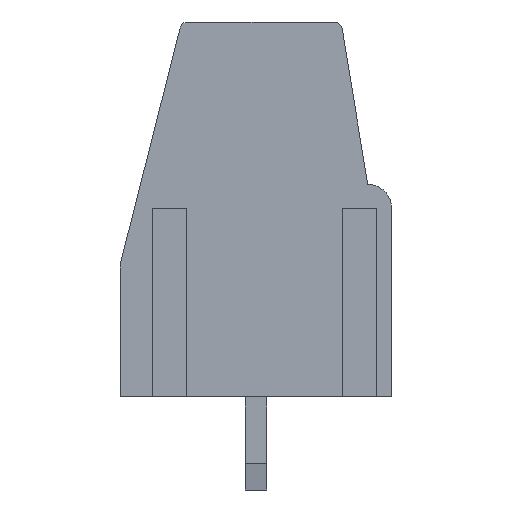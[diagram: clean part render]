
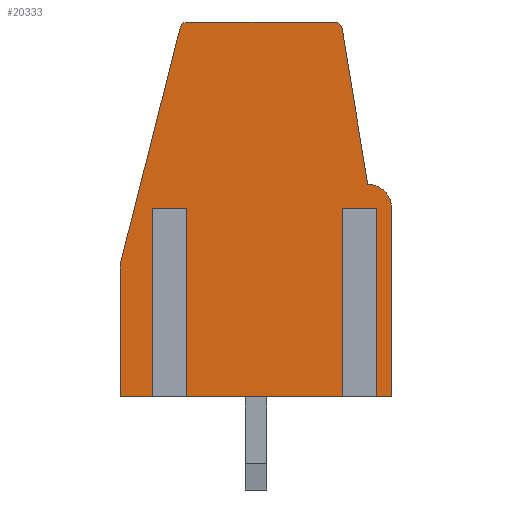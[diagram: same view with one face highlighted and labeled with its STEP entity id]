
A CAD part, left-side view. The second image highlights one B-rep face of the part: STEP entity #20333.
In plain terms, the highlighted planar face has unit normal (-1, 0, 0).
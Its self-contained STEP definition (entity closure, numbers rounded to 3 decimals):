
#16849 = VERTEX_POINT('',#16850);
#16850 = CARTESIAN_POINT('',(-58.42,2.586,14.1));
#16856 = EDGE_CURVE('',#16857,#16849,#16859,.T.);
#16857 = VERTEX_POINT('',#16858);
#16858 = CARTESIAN_POINT('',(-58.42,-2.925,14.1));
#16859 = LINE('',#16860,#16861);
#16860 = CARTESIAN_POINT('',(-58.42,-3.18,14.1));
#16861 = VECTOR('',#16862,1.);
#16862 = DIRECTION('',(0.,1.,0.));
#19113 = VERTEX_POINT('',#19114);
#19114 = CARTESIAN_POINT('',(-58.42,2.877,13.874));
#19120 = EDGE_CURVE('',#16849,#19113,#19121,.T.);
#19121 = CIRCLE('',#19122,0.3);
#19122 = AXIS2_PLACEMENT_3D('',#19123,#19124,#19125);
#19123 = CARTESIAN_POINT('',(-58.42,2.586,13.8));
#19124 = DIRECTION('',(-1.,0.,0.));
#19125 = DIRECTION('',(0.,-1.,0.));
#20333 = ADVANCED_FACE('',(#20334),#20458,.T.);
#20334 = FACE_BOUND('',#20335,.T.);
#20335 = EDGE_LOOP('',(#20336,#20346,#20354,#20362,#20370,#20378,#20386,
    #20394,#20402,#20410,#20419,#20427,#20434,#20435,#20436,#20444,
    #20452));
#20336 = ORIENTED_EDGE('',*,*,#20337,.F.);
#20337 = EDGE_CURVE('',#20338,#20340,#20342,.T.);
#20338 = VERTEX_POINT('',#20339);
#20339 = CARTESIAN_POINT('',(-58.42,3.569,7.1));
#20340 = VERTEX_POINT('',#20341);
#20341 = CARTESIAN_POINT('',(-58.42,3.569,0.));
#20342 = LINE('',#20343,#20344);
#20343 = CARTESIAN_POINT('',(-58.42,3.569,6.7));
#20344 = VECTOR('',#20345,1.);
#20345 = DIRECTION('',(0.,0.,-1.));
#20346 = ORIENTED_EDGE('',*,*,#20347,.F.);
#20347 = EDGE_CURVE('',#20348,#20338,#20350,.T.);
#20348 = VERTEX_POINT('',#20349);
#20349 = CARTESIAN_POINT('',(-58.42,2.971,7.1));
#20350 = LINE('',#20351,#20352);
#20351 = CARTESIAN_POINT('',(-58.42,3.569,7.1));
#20352 = VECTOR('',#20353,1.);
#20353 = DIRECTION('',(0.,1.,0.));
#20354 = ORIENTED_EDGE('',*,*,#20355,.T.);
#20355 = EDGE_CURVE('',#20348,#20356,#20358,.T.);
#20356 = VERTEX_POINT('',#20357);
#20357 = CARTESIAN_POINT('',(-58.42,2.971,0.));
#20358 = LINE('',#20359,#20360);
#20359 = CARTESIAN_POINT('',(-58.42,2.971,6.7));
#20360 = VECTOR('',#20361,1.);
#20361 = DIRECTION('',(0.,0.,-1.));
#20362 = ORIENTED_EDGE('',*,*,#20363,.T.);
#20363 = EDGE_CURVE('',#20356,#20364,#20366,.T.);
#20364 = VERTEX_POINT('',#20365);
#20365 = CARTESIAN_POINT('',(-58.42,-3.581,0.));
#20366 = LINE('',#20367,#20368);
#20367 = CARTESIAN_POINT('',(-58.42,5.12,0.));
#20368 = VECTOR('',#20369,1.);
#20369 = DIRECTION('',(0.,-1.,0.));
#20370 = ORIENTED_EDGE('',*,*,#20371,.F.);
#20371 = EDGE_CURVE('',#20372,#20364,#20374,.T.);
#20372 = VERTEX_POINT('',#20373);
#20373 = CARTESIAN_POINT('',(-58.42,-3.581,7.1));
#20374 = LINE('',#20375,#20376);
#20375 = CARTESIAN_POINT('',(-58.42,-3.581,6.7));
#20376 = VECTOR('',#20377,1.);
#20377 = DIRECTION('',(0.,0.,-1.));
#20378 = ORIENTED_EDGE('',*,*,#20379,.F.);
#20379 = EDGE_CURVE('',#20380,#20372,#20382,.T.);
#20380 = VERTEX_POINT('',#20381);
#20381 = CARTESIAN_POINT('',(-58.42,-4.179,7.1));
#20382 = LINE('',#20383,#20384);
#20383 = CARTESIAN_POINT('',(-58.42,-4.179,7.1));
#20384 = VECTOR('',#20385,1.);
#20385 = DIRECTION('',(0.,1.,0.));
#20386 = ORIENTED_EDGE('',*,*,#20387,.T.);
#20387 = EDGE_CURVE('',#20380,#20388,#20390,.T.);
#20388 = VERTEX_POINT('',#20389);
#20389 = CARTESIAN_POINT('',(-58.42,-4.179,0.));
#20390 = LINE('',#20391,#20392);
#20391 = CARTESIAN_POINT('',(-58.42,-4.179,6.7));
#20392 = VECTOR('',#20393,1.);
#20393 = DIRECTION('',(0.,0.,-1.));
#20394 = ORIENTED_EDGE('',*,*,#20395,.T.);
#20395 = EDGE_CURVE('',#20388,#20396,#20398,.T.);
#20396 = VERTEX_POINT('',#20397);
#20397 = CARTESIAN_POINT('',(-58.42,-5.08,0.));
#20398 = LINE('',#20399,#20400);
#20399 = CARTESIAN_POINT('',(-58.42,5.12,0.));
#20400 = VECTOR('',#20401,1.);
#20401 = DIRECTION('',(0.,-1.,0.));
#20402 = ORIENTED_EDGE('',*,*,#20403,.T.);
#20403 = EDGE_CURVE('',#20396,#20404,#20406,.T.);
#20404 = VERTEX_POINT('',#20405);
#20405 = CARTESIAN_POINT('',(-58.42,-5.08,7.1));
#20406 = LINE('',#20407,#20408);
#20407 = CARTESIAN_POINT('',(-58.42,-5.08,0.));
#20408 = VECTOR('',#20409,1.);
#20409 = DIRECTION('',(0.,0.,1.));
#20410 = ORIENTED_EDGE('',*,*,#20411,.T.);
#20411 = EDGE_CURVE('',#20404,#20412,#20414,.T.);
#20412 = VERTEX_POINT('',#20413);
#20413 = CARTESIAN_POINT('',(-58.42,-4.18,8.));
#20414 = CIRCLE('',#20415,0.9);
#20415 = AXIS2_PLACEMENT_3D('',#20416,#20417,#20418);
#20416 = CARTESIAN_POINT('',(-58.42,-4.18,7.1));
#20417 = DIRECTION('',(-1.,0.,0.));
#20418 = DIRECTION('',(0.,1.,0.));
#20419 = ORIENTED_EDGE('',*,*,#20420,.T.);
#20420 = EDGE_CURVE('',#20412,#20421,#20423,.T.);
#20421 = VERTEX_POINT('',#20422);
#20422 = CARTESIAN_POINT('',(-58.42,-3.221,13.849));
#20423 = LINE('',#20424,#20425);
#20424 = CARTESIAN_POINT('',(-58.42,-4.18,8.));
#20425 = VECTOR('',#20426,1.);
#20426 = DIRECTION('',(0.,0.162,0.987));
#20427 = ORIENTED_EDGE('',*,*,#20428,.T.);
#20428 = EDGE_CURVE('',#20421,#16857,#20429,.T.);
#20429 = CIRCLE('',#20430,0.3);
#20430 = AXIS2_PLACEMENT_3D('',#20431,#20432,#20433);
#20431 = CARTESIAN_POINT('',(-58.42,-2.925,13.8));
#20432 = DIRECTION('',(-1.,0.,0.));
#20433 = DIRECTION('',(0.,-1.,0.));
#20434 = ORIENTED_EDGE('',*,*,#16856,.T.);
#20435 = ORIENTED_EDGE('',*,*,#19120,.T.);
#20436 = ORIENTED_EDGE('',*,*,#20437,.T.);
#20437 = EDGE_CURVE('',#19113,#20438,#20440,.T.);
#20438 = VERTEX_POINT('',#20439);
#20439 = CARTESIAN_POINT('',(-58.42,5.12,5.));
#20440 = LINE('',#20441,#20442);
#20441 = CARTESIAN_POINT('',(-58.42,2.82,14.1));
#20442 = VECTOR('',#20443,1.);
#20443 = DIRECTION('',(0.,0.245,-0.97));
#20444 = ORIENTED_EDGE('',*,*,#20445,.T.);
#20445 = EDGE_CURVE('',#20438,#20446,#20448,.T.);
#20446 = VERTEX_POINT('',#20447);
#20447 = CARTESIAN_POINT('',(-58.42,5.12,0.));
#20448 = LINE('',#20449,#20450);
#20449 = CARTESIAN_POINT('',(-58.42,5.12,5.));
#20450 = VECTOR('',#20451,1.);
#20451 = DIRECTION('',(0.,0.,-1.));
#20452 = ORIENTED_EDGE('',*,*,#20453,.T.);
#20453 = EDGE_CURVE('',#20446,#20340,#20454,.T.);
#20454 = LINE('',#20455,#20456);
#20455 = CARTESIAN_POINT('',(-58.42,5.12,0.));
#20456 = VECTOR('',#20457,1.);
#20457 = DIRECTION('',(0.,-1.,0.));
#20458 = PLANE('',#20459);
#20459 = AXIS2_PLACEMENT_3D('',#20460,#20461,#20462);
#20460 = CARTESIAN_POINT('',(-58.42,-4.18,7.1));
#20461 = DIRECTION('',(-1.,0.,0.));
#20462 = DIRECTION('',(0.,-1.,0.));
